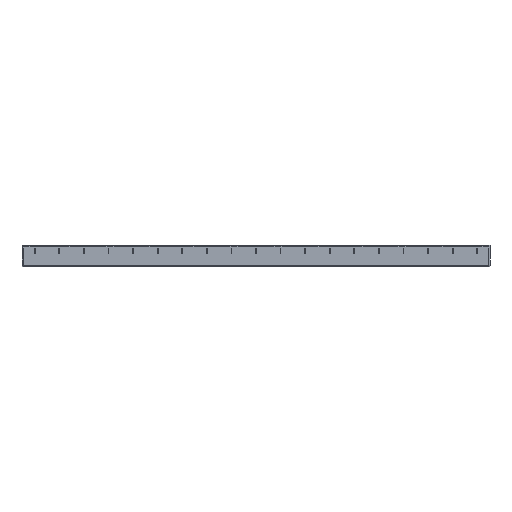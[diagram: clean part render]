
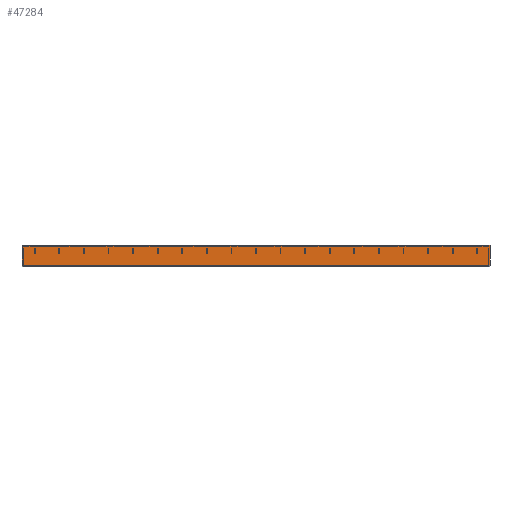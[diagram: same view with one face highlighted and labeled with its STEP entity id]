
A CAD part, top view. The second image highlights one B-rep face of the part: STEP entity #47284.
In plain terms, the highlighted planar face has unit normal (0, 0, 1).
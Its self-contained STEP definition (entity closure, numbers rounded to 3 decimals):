
#3210 = DIRECTION ( 'NONE',  ( 0., 0., -1. ) ) ;
#10570 = PLANE ( 'NONE',  #30396 ) ;
#17387 = DIRECTION ( 'NONE',  ( 0., 1., 0. ) ) ;
#21045 = LINE ( 'NONE', #56203, #36961 ) ;
#24385 = DIRECTION ( 'NONE',  ( 0., -1., 0. ) ) ;
#24479 = CARTESIAN_POINT ( 'NONE',  ( 0., 4.167, 0. ) ) ;
#25373 = CARTESIAN_POINT ( 'NONE',  ( 590., -12.5, 0. ) ) ;
#26324 = VERTEX_POINT ( 'NONE', #53639 ) ;
#28754 = LINE ( 'NONE', #25373, #38315 ) ;
#30396 = AXIS2_PLACEMENT_3D ( 'NONE', #58023, #3210, #17387 ) ;
#33882 = LINE ( 'NONE', #38040, #51902 ) ;
#34352 = VERTEX_POINT ( 'NONE', #41688 ) ;
#34883 = VERTEX_POINT ( 'NONE', #53767 ) ;
#36961 = VECTOR ( 'NONE', #83497, 1000. ) ;
#38040 = CARTESIAN_POINT ( 'NONE',  ( 590., 12.5, 0. ) ) ;
#38315 = VECTOR ( 'NONE', #44988, 1000. ) ;
#38562 = ORIENTED_EDGE ( 'NONE', *, *, #85835, .F. ) ;
#41220 = EDGE_CURVE ( 'NONE', #60189, #34352, #53887, .T. ) ;
#41688 = CARTESIAN_POINT ( 'NONE',  ( 0., 12.5, 0. ) ) ;
#44988 = DIRECTION ( 'NONE',  ( -1., 0., 0. ) ) ;
#45806 = CARTESIAN_POINT ( 'NONE',  ( 0., -12.5, 0. ) ) ;
#47284 = ADVANCED_FACE ( 'NONE', ( #61493 ), #10570, .F. ) ;
#51215 = EDGE_CURVE ( 'NONE', #34883, #60189, #28754, .T. ) ;
#51902 = VECTOR ( 'NONE', #24385, 1000. ) ;
#53639 = CARTESIAN_POINT ( 'NONE',  ( 590., 12.5, 0. ) ) ;
#53767 = CARTESIAN_POINT ( 'NONE',  ( 590., -12.5, 0. ) ) ;
#53887 = B_SPLINE_CURVE_WITH_KNOTS ( 'NONE', 3,
 ( #45806, #86199, #24479, #58909 ),
 .UNSPECIFIED., .F., .F.,
 ( 4, 4 ),
 ( 0., 1. ),
 .UNSPECIFIED. ) ;
#56203 = CARTESIAN_POINT ( 'NONE',  ( 590., 12.5, 0. ) ) ;
#57047 = ORIENTED_EDGE ( 'NONE', *, *, #81333, .T. ) ;
#57877 = ORIENTED_EDGE ( 'NONE', *, *, #51215, .F. ) ;
#58023 = CARTESIAN_POINT ( 'NONE',  ( 590., 12.5, 0. ) ) ;
#58909 = CARTESIAN_POINT ( 'NONE',  ( 0., 12.5, 0. ) ) ;
#58987 = ORIENTED_EDGE ( 'NONE', *, *, #41220, .F. ) ;
#60189 = VERTEX_POINT ( 'NONE', #63634 ) ;
#61493 = FACE_OUTER_BOUND ( 'NONE', #62739, .T. ) ;
#62739 = EDGE_LOOP ( 'NONE', ( #57047, #58987, #57877, #38562 ) ) ;
#63634 = CARTESIAN_POINT ( 'NONE',  ( 0., -12.5, 0. ) ) ;
#81333 = EDGE_CURVE ( 'NONE', #26324, #34352, #21045, .T. ) ;
#83497 = DIRECTION ( 'NONE',  ( -1., 0., 0. ) ) ;
#85835 = EDGE_CURVE ( 'NONE', #26324, #34883, #33882, .T. ) ;
#86199 = CARTESIAN_POINT ( 'NONE',  ( 0., -4.167, 0. ) ) ;
